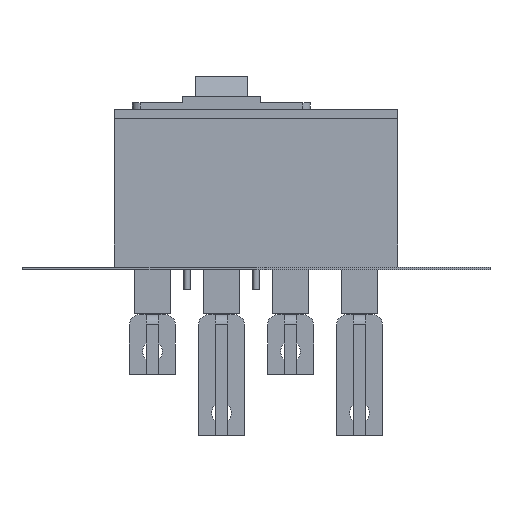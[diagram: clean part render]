
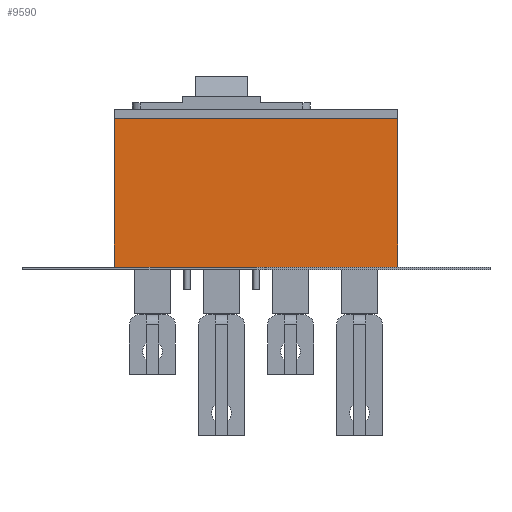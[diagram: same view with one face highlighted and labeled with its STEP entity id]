
A CAD part, front view. The second image highlights one B-rep face of the part: STEP entity #9590.
In plain terms, the highlighted planar face has unit normal (0, -1, 0).
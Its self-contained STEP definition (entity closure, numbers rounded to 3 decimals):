
#1950=CARTESIAN_POINT('',(220.2,6.5,-107.5));
#1960=VERTEX_POINT('',#1950);
#2010=CARTESIAN_POINT('',(220.2,6.5,-10.5));
#2020=DIRECTION('',(0.,0.,-1.));
#2030=VECTOR('',#2020,1.);
#2040=LINE('',#2010,#2030);
#2050=CARTESIAN_POINT('',(220.2,6.5,-10.5));
#2060=VERTEX_POINT('',#2050);
#2070=EDGE_CURVE('',#2060,#1960,#2040,.T.);
#3090=CARTESIAN_POINT('',(35.2,6.5,-10.5));
#3100=VERTEX_POINT('',#3090);
#3130=CARTESIAN_POINT('',(35.2,6.5,0.));
#3140=DIRECTION('',(0.,0.,1.));
#3150=VECTOR('',#3140,1.);
#3160=LINE('',#3130,#3150);
#3170=CARTESIAN_POINT('',(35.2,6.5,-107.5));
#3180=VERTEX_POINT('',#3170);
#3190=EDGE_CURVE('',#3180,#3100,#3160,.T.);
#6010=CARTESIAN_POINT('',(0.,6.5,-107.5));
#6020=DIRECTION('',(1.,0.,0.));
#6030=VECTOR('',#6020,1.);
#6040=LINE('',#6010,#6030);
#6050=EDGE_CURVE('',#3180,#1960,#6040,.T.);
#9430=CARTESIAN_POINT('',(220.2,6.5,-10.5));
#9440=DIRECTION('',(-0.,-1.,0.));
#9450=DIRECTION('',(0.,0.,1.));
#9460=AXIS2_PLACEMENT_3D('',#9430,#9440,#9450);
#9470=PLANE('',#9460);
#9480=ORIENTED_EDGE('',*,*,#6050,.T.);
#9490=ORIENTED_EDGE('',*,*,#3190,.F.);
#9500=CARTESIAN_POINT('',(0.,6.5,-10.5));
#9510=DIRECTION('',(-1.,0.,0.));
#9520=VECTOR('',#9510,1.);
#9530=LINE('',#9500,#9520);
#9540=EDGE_CURVE('',#2060,#3100,#9530,.T.);
#9550=ORIENTED_EDGE('',*,*,#9540,.T.);
#9560=ORIENTED_EDGE('',*,*,#2070,.F.);
#9570=EDGE_LOOP('',(#9560,#9550,#9490,#9480));
#9580=FACE_OUTER_BOUND('',#9570,.T.);
#9590=ADVANCED_FACE('',(#9580),#9470,.T.);
